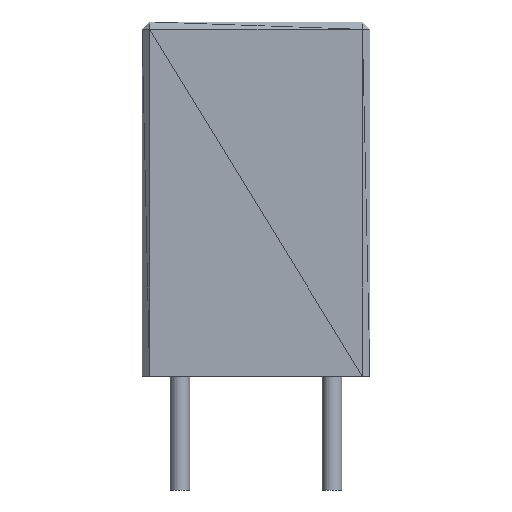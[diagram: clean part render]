
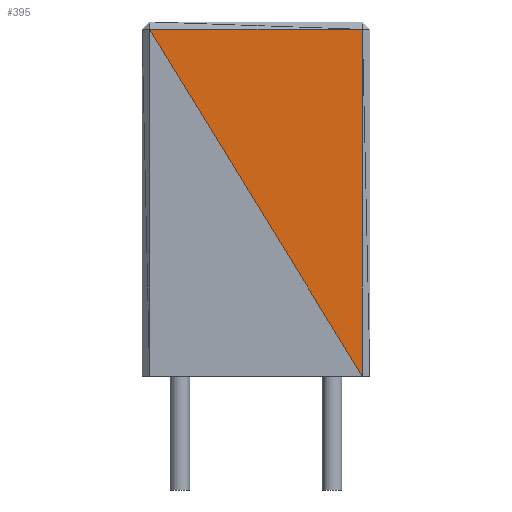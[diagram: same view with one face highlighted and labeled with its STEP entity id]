
A CAD part, front view. The second image highlights one B-rep face of the part: STEP entity #395.
In plain terms, the highlighted planar face has unit normal (0, -1, 0).
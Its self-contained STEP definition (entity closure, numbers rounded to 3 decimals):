
#367=CARTESIAN_POINT('',(-2.162,-2.591,24.768));
#366=VERTEX_POINT('',#367);
#369=CARTESIAN_POINT('',(13.033,-2.591,0.0));
#368=VERTEX_POINT('',#369);
#365=EDGE_CURVE('',#366,#368,#370,.T.);
#370=LINE('',#367,#372);
#372=VECTOR('',#373,29.057);
#373=DIRECTION('',(0.523,0.0,-0.852));
#395=ADVANCED_FACE('',(#401),#396,.T.);
#396=PLANE('',#397);
#397=AXIS2_PLACEMENT_3D('',#398,#399,#400);
#398=CARTESIAN_POINT('',(13.033,-2.591,0.0));
#399=DIRECTION('',(0.0,-1.0,0.0));
#400=DIRECTION('',(0.,0.,1.));
#401=FACE_OUTER_BOUND('',#402,.T.);
#402=EDGE_LOOP('',(#403,#413,#423));
#406=CARTESIAN_POINT('',(13.033,-2.591,24.768));
#405=VERTEX_POINT('',#406);
#404=EDGE_CURVE('',#405,#368,#409,.T.);
#409=LINE('',#406,#411);
#411=VECTOR('',#412,24.768);
#412=DIRECTION('',(0.0,0.0,-1.0));
#403=ORIENTED_EDGE('',*,*,#404,.F.);
#414=EDGE_CURVE('',#366,#405,#419,.T.);
#419=LINE('',#367,#421);
#421=VECTOR('',#422,15.194);
#422=DIRECTION('',(1.0,0.0,0.0));
#413=ORIENTED_EDGE('',*,*,#414,.F.);
#423=ORIENTED_EDGE('',*,*,#365,.T.);
